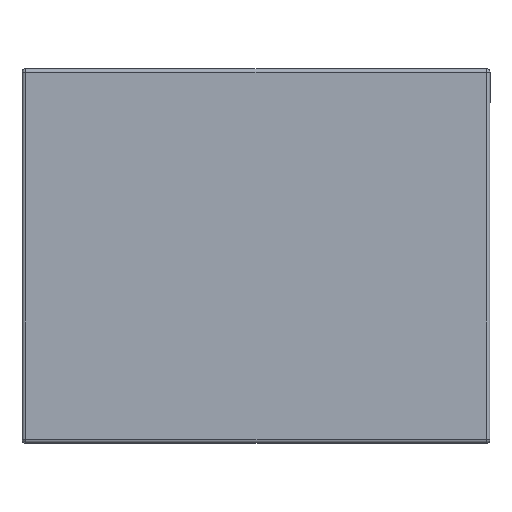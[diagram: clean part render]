
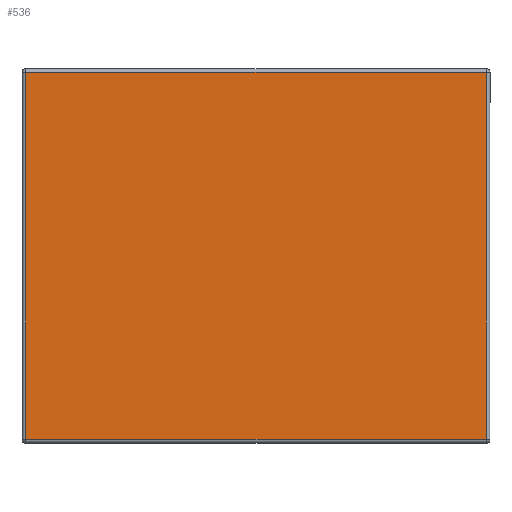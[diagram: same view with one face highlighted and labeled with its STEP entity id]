
A CAD part, top view. The second image highlights one B-rep face of the part: STEP entity #536.
In plain terms, the highlighted planar face has unit normal (0, 0, 1).
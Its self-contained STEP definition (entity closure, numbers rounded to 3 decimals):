
#26=PLANE('',#581);
#33=LINE('',#757,#57);
#41=LINE('',#787,#65);
#42=LINE('',#789,#66);
#43=LINE('',#791,#67);
#57=VECTOR('',#631,1000.);
#65=VECTOR('',#669,1000.);
#66=VECTOR('',#670,1000.);
#67=VECTOR('',#671,1000.);
#126=ORIENTED_EDGE('',*,*,#209,.T.);
#127=ORIENTED_EDGE('',*,*,#194,.F.);
#128=ORIENTED_EDGE('',*,*,#210,.T.);
#129=ORIENTED_EDGE('',*,*,#211,.F.);
#194=EDGE_CURVE('',#240,#235,#33,.T.);
#209=EDGE_CURVE('',#248,#235,#41,.T.);
#210=EDGE_CURVE('',#240,#249,#42,.T.);
#211=EDGE_CURVE('',#248,#249,#43,.T.);
#235=VERTEX_POINT('',#742);
#240=VERTEX_POINT('',#756);
#248=VERTEX_POINT('',#788);
#249=VERTEX_POINT('',#790);
#292=EDGE_LOOP('',(#126,#127,#128,#129));
#318=FACE_BOUND('',#292,.T.);
#536=ADVANCED_FACE('',(#318),#26,.T.);
#581=AXIS2_PLACEMENT_3D('',#786,#667,#668);
#631=DIRECTION('',(-1.,0.,0.));
#667=DIRECTION('',(0.,0.,1.));
#668=DIRECTION('',(1.,0.,0.));
#669=DIRECTION('',(0.,-1.,0.));
#670=DIRECTION('',(0.,1.,0.));
#671=DIRECTION('',(1.,0.,0.));
#742=CARTESIAN_POINT('',(-0.98,-1.23,0.5));
#756=CARTESIAN_POINT('',(0.98,-1.23,0.5));
#757=CARTESIAN_POINT('',(1.,-1.23,0.5));
#786=CARTESIAN_POINT('',(-1.,-0.75,0.5));
#787=CARTESIAN_POINT('',(-0.98,-0.75,0.5));
#788=CARTESIAN_POINT('',(-0.98,1.23,0.5));
#789=CARTESIAN_POINT('',(0.98,0.75,0.5));
#790=CARTESIAN_POINT('',(0.98,1.23,0.5));
#791=CARTESIAN_POINT('',(-1.,1.23,0.5));
